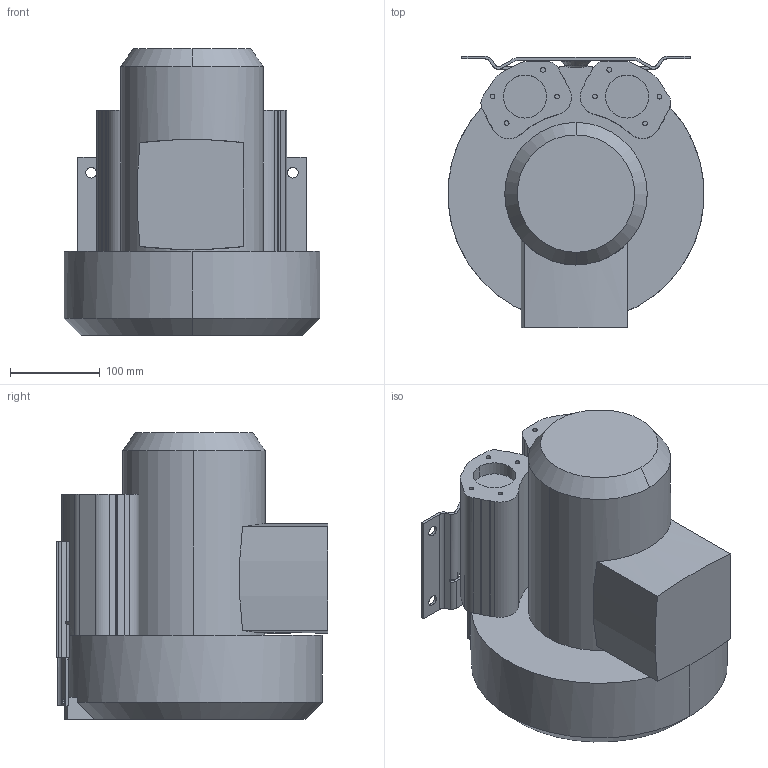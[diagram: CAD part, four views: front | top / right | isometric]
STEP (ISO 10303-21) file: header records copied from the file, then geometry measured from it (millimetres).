
FILE_DESCRIPTION (( 'STEP AP203' ), '1' );
FILE_NAME ('2RB430-1AQ17.STEP', '2025-04-25T01:38:08', ( '' ), ( '' ), 'SwSTEP 2.0', 'SolidWorks 2021', '' );
FILE_SCHEMA (( 'CONFIG_CONTROL_DESIGN' ));
Length unit declared in the file: millimetre
Products named in the file (1): 2RB430-1AQ17
Bounding box: 285.69 x 303.25 x 320.1 mm (x, y, z)
Volume: 13367121.2 mm3; surface area: 538995.3 mm2
Topology: 1 solids, 1 shells, 256 faces, 721 edges, 473 vertices
Faces by surface type: cylinder 123, plane 102, bspline 20, cone 11
Entity records: 11560 total; most frequent: CARTESIAN_POINT 4849, ORIENTED_EDGE 1442, DIRECTION 1347, EDGE_CURVE 721, AXIS2_PLACEMENT_3D 495, VERTEX_POINT 473, VECTOR 357, LINE 357
